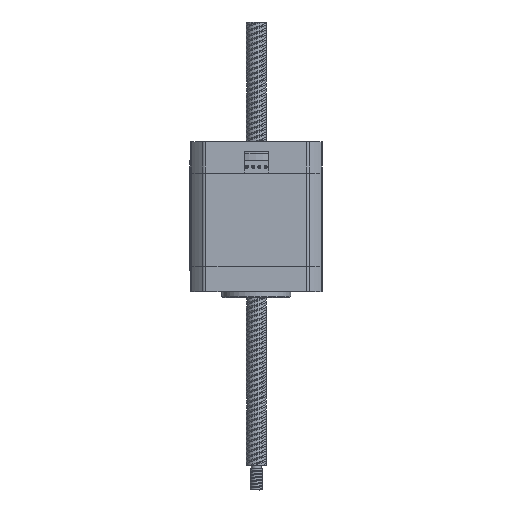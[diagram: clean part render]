
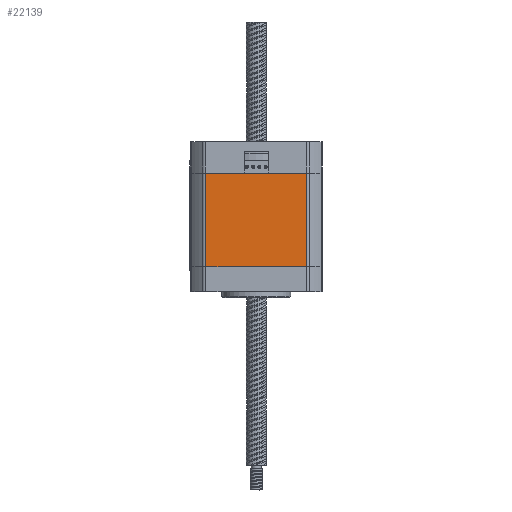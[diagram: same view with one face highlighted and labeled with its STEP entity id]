
A CAD part, front view. The second image highlights one B-rep face of the part: STEP entity #22139.
In plain terms, the highlighted face is planar.
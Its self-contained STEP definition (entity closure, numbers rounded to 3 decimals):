
#197 = ORIENTED_EDGE ( 'NONE', *, *, #34975, .F. ) ;
#342 = FACE_OUTER_BOUND ( 'NONE', #11220, .T. ) ;
#620 = ORIENTED_EDGE ( 'NONE', *, *, #32964, .T. ) ;
#788 = EDGE_CURVE ( 'NONE', #34592, #37924, #28176, .T. ) ;
#1020 = DIRECTION ( 'NONE',  ( -1., 0., 0. ) ) ;
#2076 = CARTESIAN_POINT ( 'NONE',  ( 16.155, -15., 21.1 ) ) ;
#2182 = CARTESIAN_POINT ( 'NONE',  ( 16.155, 15., 21.1 ) ) ;
#2578 = DIRECTION ( 'NONE',  ( 1., 0., 0. ) ) ;
#4204 = VERTEX_POINT ( 'NONE', #14628 ) ;
#6313 = ORIENTED_EDGE ( 'NONE', *, *, #10042, .T. ) ;
#10042 = EDGE_CURVE ( 'NONE', #37924, #16626, #33064, .T. ) ;
#10637 = DIRECTION ( 'NONE',  ( 1., 0., 0. ) ) ;
#11220 = EDGE_LOOP ( 'NONE', ( #20232, #6313, #197, #620 ) ) ;
#14628 = CARTESIAN_POINT ( 'NONE',  ( -16.155, 15., 21.1 ) ) ;
#16626 = VERTEX_POINT ( 'NONE', #2182 ) ;
#17841 = PLANE ( 'NONE',  #27678 ) ;
#18210 = DIRECTION ( 'NONE',  ( 0., -1., 0. ) ) ;
#18582 = CARTESIAN_POINT ( 'NONE',  ( -16.155, -15., 21.1 ) ) ;
#20232 = ORIENTED_EDGE ( 'NONE', *, *, #788, .T. ) ;
#21310 = DIRECTION ( 'NONE',  ( 0., 0., -1. ) ) ;
#21768 = CARTESIAN_POINT ( 'NONE',  ( 16.685, 15., 21.1 ) ) ;
#22139 = ADVANCED_FACE ( 'NONE', ( #342 ), #17841, .F. ) ;
#23551 = LINE ( 'NONE', #27244, #43756 ) ;
#27244 = CARTESIAN_POINT ( 'NONE',  ( -16.155, 15., 21.1 ) ) ;
#27678 = AXIS2_PLACEMENT_3D ( 'NONE', #21768, #21310, #1020 ) ;
#28176 = LINE ( 'NONE', #42223, #30416 ) ;
#30416 = VECTOR ( 'NONE', #10637, 1000. ) ;
#32078 = LINE ( 'NONE', #32523, #40014 ) ;
#32523 = CARTESIAN_POINT ( 'NONE',  ( -16.155, 15., 21.1 ) ) ;
#32964 = EDGE_CURVE ( 'NONE', #4204, #34592, #32078, .T. ) ;
#33064 = LINE ( 'NONE', #33291, #45344 ) ;
#33291 = CARTESIAN_POINT ( 'NONE',  ( 16.155, 15., 21.1 ) ) ;
#34592 = VERTEX_POINT ( 'NONE', #18582 ) ;
#34975 = EDGE_CURVE ( 'NONE', #4204, #16626, #23551, .T. ) ;
#37924 = VERTEX_POINT ( 'NONE', #2076 ) ;
#40014 = VECTOR ( 'NONE', #18210, 1000. ) ;
#40202 = DIRECTION ( 'NONE',  ( 0., 1., 0. ) ) ;
#42223 = CARTESIAN_POINT ( 'NONE',  ( -16.155, -15., 21.1 ) ) ;
#43756 = VECTOR ( 'NONE', #2578, 1000. ) ;
#45344 = VECTOR ( 'NONE', #40202, 1000. ) ;
